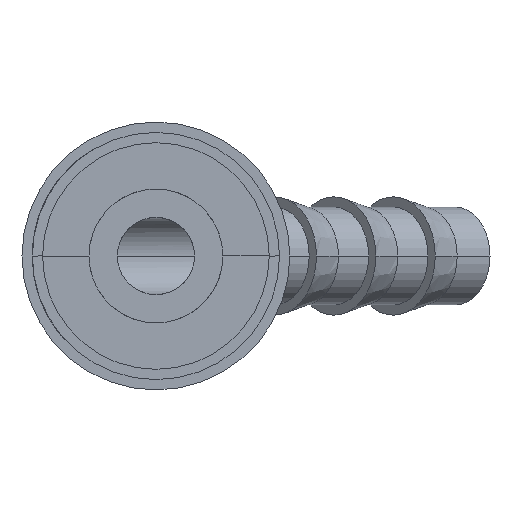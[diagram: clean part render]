
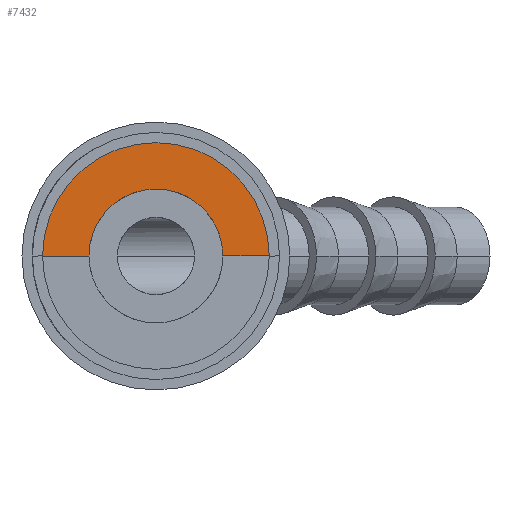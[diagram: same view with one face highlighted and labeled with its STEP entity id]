
A CAD part, left-side view. The second image highlights one B-rep face of the part: STEP entity #7432.
In plain terms, the highlighted conical face has half-angle 89.968 degrees and reference radius 11 mm.
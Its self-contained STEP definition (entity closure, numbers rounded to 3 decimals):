
#9 = FACE_OUTER_BOUND ( 'NONE', #5873, .T. ) ;
#147 = CARTESIAN_POINT ( 'NONE',  ( 0.007, -6.5, 0. ) ) ;
#165 = VERTEX_POINT ( 'NONE', #7074 ) ;
#188 = CARTESIAN_POINT ( 'NONE',  ( 0.006, -5.198, 3.995 ) ) ;
#480 = CARTESIAN_POINT ( 'NONE',  ( 0., 6.5, 0.851 ) ) ;
#510 = VECTOR ( 'NONE', #7572, 1000. ) ;
#724 = ORIENTED_EDGE ( 'NONE', *, *, #4746, .F. ) ;
#753 = ORIENTED_EDGE ( 'NONE', *, *, #2317, .T. ) ;
#879 = EDGE_CURVE ( 'NONE', #2857, #5495, #7178, .T. ) ;
#920 = LINE ( 'NONE', #4806, #7218 ) ;
#991 = CARTESIAN_POINT ( 'NONE',  ( 0., 5.68, 3.273 ) ) ;
#1161 = CARTESIAN_POINT ( 'NONE',  ( 0.006, 0., 0. ) ) ;
#1331 = DIRECTION ( 'NONE',  ( -1., -0.001, 0. ) ) ;
#1475 = CARTESIAN_POINT ( 'NONE',  ( 0.004, 0., 6.5 ) ) ;
#1603 = CARTESIAN_POINT ( 'NONE',  ( 0., 6.331, 1.701 ) ) ;
#1641 = CARTESIAN_POINT ( 'NONE',  ( 0.003, 1.701, 6.331 ) ) ;
#1722 = VERTEX_POINT ( 'NONE', #4585 ) ;
#1788 = CARTESIAN_POINT ( 'NONE',  ( 0.003, 0.851, 6.5 ) ) ;
#1880 = CARTESIAN_POINT ( 'NONE',  ( 0.006, 0., 0. ) ) ;
#1980 = CARTESIAN_POINT ( 'NONE',  ( 0.004, -0.851, 6.5 ) ) ;
#2255 = CARTESIAN_POINT ( 'NONE',  ( 0.001, 3.995, 5.198 ) ) ;
#2317 = EDGE_CURVE ( 'NONE', #2867, #165, #2570, .T. ) ;
#2447 = CARTESIAN_POINT ( 'NONE',  ( 0.004, 0., 6.5 ) ) ;
#2570 = LINE ( 'NONE', #5122, #510 ) ;
#2754 = CIRCLE ( 'NONE', #3004, 11. ) ;
#2857 = VERTEX_POINT ( 'NONE', #3694 ) ;
#2867 = VERTEX_POINT ( 'NONE', #6202 ) ;
#3004 = AXIS2_PLACEMENT_3D ( 'NONE', #1161, #1331, #5065 ) ;
#3237 = DIRECTION ( 'NONE',  ( -0.001, 1., 0. ) ) ;
#3298 = CARTESIAN_POINT ( 'NONE',  ( 0.007, -5.68, 3.274 ) ) ;
#3487 = CARTESIAN_POINT ( 'NONE',  ( 0.001, 5.198, 3.995 ) ) ;
#3694 = CARTESIAN_POINT ( 'NONE',  ( 0., 6.5, 0. ) ) ;
#4031 = CARTESIAN_POINT ( 'NONE',  ( 0.007, -6.331, 1.701 ) ) ;
#4097 = ORIENTED_EDGE ( 'NONE', *, *, #5255, .T. ) ;
#4104 = DIRECTION ( 'NONE',  ( 0., 1., 0. ) ) ;
#4486 = CARTESIAN_POINT ( 'NONE',  ( 0.007, -6.5, 0.851 ) ) ;
#4585 = CARTESIAN_POINT ( 'NONE',  ( 0., 11., 0. ) ) ;
#4617 = CARTESIAN_POINT ( 'NONE',  ( 0.006, -3.995, 5.198 ) ) ;
#4746 = EDGE_CURVE ( 'NONE', #2857, #1722, #920, .T. ) ;
#4764 = CARTESIAN_POINT ( 'NONE',  ( 0.002, 3.274, 5.68 ) ) ;
#4806 = CARTESIAN_POINT ( 'NONE',  ( 0., 11., 0. ) ) ;
#5065 = DIRECTION ( 'NONE',  ( 0.001, -1., 0. ) ) ;
#5103 = EDGE_CURVE ( 'NONE', #165, #1722, #2754, .T. ) ;
#5117 = CONICAL_SURFACE ( 'NONE', #6157, 11., 1.57 ) ;
#5122 = CARTESIAN_POINT ( 'NONE',  ( 0.012, -11., 0. ) ) ;
#5147 = CARTESIAN_POINT ( 'NONE',  ( 0.005, -3.273, 5.68 ) ) ;
#5255 = EDGE_CURVE ( 'NONE', #5495, #2867, #5427, .T. ) ;
#5427 = B_SPLINE_CURVE_WITH_KNOTS ( 'NONE', 3,
 ( #6420, #1980, #6507, #5147, #4617, #188, #3298, #4031, #4486, #147 ),
 .UNSPECIFIED., .F., .F.,
 ( 4, 2, 2, 2, 4 ),
 ( 0.25, 0.312, 0.375, 0.437, 0.5 ),
 .UNSPECIFIED. ) ;
#5495 = VERTEX_POINT ( 'NONE', #1475 ) ;
#5742 = DIRECTION ( 'NONE',  ( 1., 0.001, 0. ) ) ;
#5873 = EDGE_LOOP ( 'NONE', ( #8066, #4097, #753, #7336, #724 ) ) ;
#6157 = AXIS2_PLACEMENT_3D ( 'NONE', #1880, #5742, #3237 ) ;
#6202 = CARTESIAN_POINT ( 'NONE',  ( 0.007, -6.5, 0. ) ) ;
#6420 = CARTESIAN_POINT ( 'NONE',  ( 0.004, 0., 6.5 ) ) ;
#6507 = CARTESIAN_POINT ( 'NONE',  ( 0.005, -1.701, 6.331 ) ) ;
#6724 = CARTESIAN_POINT ( 'NONE',  ( 0., 6.5, 0. ) ) ;
#7074 = CARTESIAN_POINT ( 'NONE',  ( 0.012, -11., 0. ) ) ;
#7178 = B_SPLINE_CURVE_WITH_KNOTS ( 'NONE', 3,
 ( #6724, #480, #1603, #991, #3487, #2255, #4764, #1641, #1788, #2447 ),
 .UNSPECIFIED., .F., .F.,
 ( 4, 2, 2, 2, 4 ),
 ( 0., 0.062, 0.125, 0.187, 0.25 ),
 .UNSPECIFIED. ) ;
#7218 = VECTOR ( 'NONE', #4104, 1000. ) ;
#7336 = ORIENTED_EDGE ( 'NONE', *, *, #5103, .T. ) ;
#7432 = ADVANCED_FACE ( 'NONE', ( #9 ), #5117, .T. ) ;
#7572 = DIRECTION ( 'NONE',  ( 0.001, -1., 0. ) ) ;
#8066 = ORIENTED_EDGE ( 'NONE', *, *, #879, .T. ) ;
